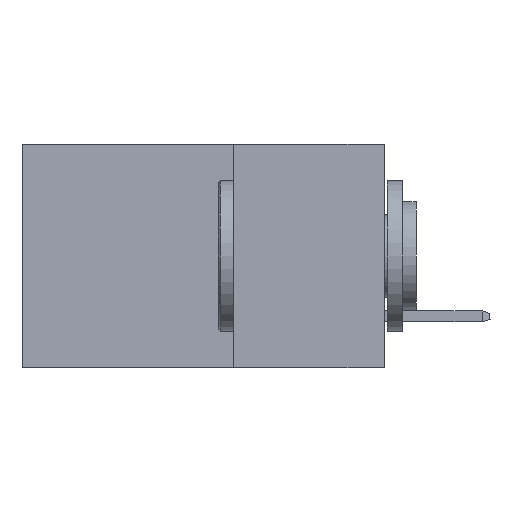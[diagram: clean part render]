
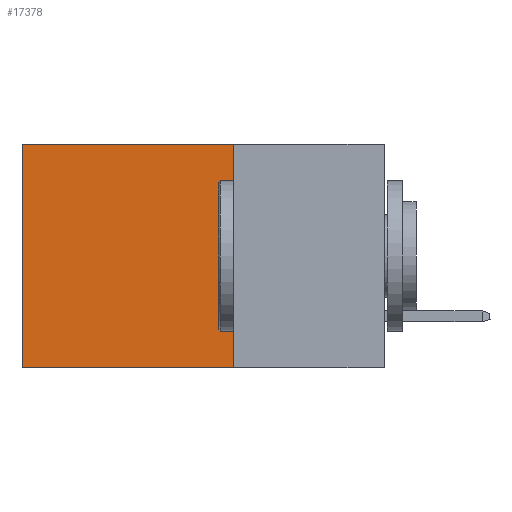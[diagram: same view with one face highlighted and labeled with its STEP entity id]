
A CAD part, left-side view. The second image highlights one B-rep face of the part: STEP entity #17378.
In plain terms, the highlighted planar face has unit normal (-1, 0, 0).
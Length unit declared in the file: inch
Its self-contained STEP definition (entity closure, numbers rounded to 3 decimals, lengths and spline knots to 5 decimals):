
#351 = CARTESIAN_POINT ( 'NONE',  ( 0.298, 0.25, 0. ) ) ;
#525 = LINE ( 'NONE', #21946, #23333 ) ;
#2484 = CARTESIAN_POINT ( 'NONE',  ( 0.298, 0.25, 0. ) ) ;
#3758 = LINE ( 'NONE', #14057, #20615 ) ;
#4555 = VECTOR ( 'NONE', #7823, 39.37008 ) ;
#5780 = VERTEX_POINT ( 'NONE', #6614 ) ;
#6323 = CARTESIAN_POINT ( 'NONE',  ( 0.298, 0.25, -0.37 ) ) ;
#6614 = CARTESIAN_POINT ( 'NONE',  ( 0.298, 0.6, -0.37 ) ) ;
#6769 = DIRECTION ( 'NONE',  ( 0., 0., -1. ) ) ;
#6867 = CARTESIAN_POINT ( 'NONE',  ( 0.298, 0.25, 0. ) ) ;
#7823 = DIRECTION ( 'NONE',  ( 0., 0., -1. ) ) ;
#8815 = VECTOR ( 'NONE', #12480, 39.37008 ) ;
#9247 = CARTESIAN_POINT ( 'NONE',  ( 0.298, 0.6, 0. ) ) ;
#9636 = ORIENTED_EDGE ( 'NONE', *, *, #21680, .T. ) ;
#9758 = EDGE_LOOP ( 'NONE', ( #17335, #19041, #17586, #9636 ) ) ;
#10814 = DIRECTION ( 'NONE',  ( 0., 1., 0. ) ) ;
#12480 = DIRECTION ( 'NONE',  ( 0., 1., 0. ) ) ;
#13048 = VERTEX_POINT ( 'NONE', #23142 ) ;
#13354 = EDGE_CURVE ( 'NONE', #13048, #15377, #22903, .T. ) ;
#13696 = DIRECTION ( 'NONE',  ( 1., 0., 0. ) ) ;
#14057 = CARTESIAN_POINT ( 'NONE',  ( 0.298, 0.6, 0. ) ) ;
#15000 = EDGE_CURVE ( 'NONE', #16897, #5780, #3758, .T. ) ;
#15257 = PLANE ( 'NONE',  #16636 ) ;
#15377 = VERTEX_POINT ( 'NONE', #6323 ) ;
#15567 = DIRECTION ( 'NONE',  ( 0., 0., -1. ) ) ;
#16636 = AXIS2_PLACEMENT_3D ( 'NONE', #2484, #13696, #15567 ) ;
#16897 = VERTEX_POINT ( 'NONE', #9247 ) ;
#17335 = ORIENTED_EDGE ( 'NONE', *, *, #15000, .T. ) ;
#17378 = ADVANCED_FACE ( 'NONE', ( #23426 ), #15257, .F. ) ;
#17586 = ORIENTED_EDGE ( 'NONE', *, *, #13354, .F. ) ;
#19041 = ORIENTED_EDGE ( 'NONE', *, *, #21153, .F. ) ;
#20615 = VECTOR ( 'NONE', #6769, 39.37008 ) ;
#21153 = EDGE_CURVE ( 'NONE', #15377, #5780, #525, .T. ) ;
#21680 = EDGE_CURVE ( 'NONE', #13048, #16897, #23612, .T. ) ;
#21946 = CARTESIAN_POINT ( 'NONE',  ( 0.298, 0.25, -0.37 ) ) ;
#22903 = LINE ( 'NONE', #351, #4555 ) ;
#23142 = CARTESIAN_POINT ( 'NONE',  ( 0.298, 0.25, 0. ) ) ;
#23333 = VECTOR ( 'NONE', #10814, 39.37008 ) ;
#23426 = FACE_OUTER_BOUND ( 'NONE', #9758, .T. ) ;
#23612 = LINE ( 'NONE', #6867, #8815 ) ;
